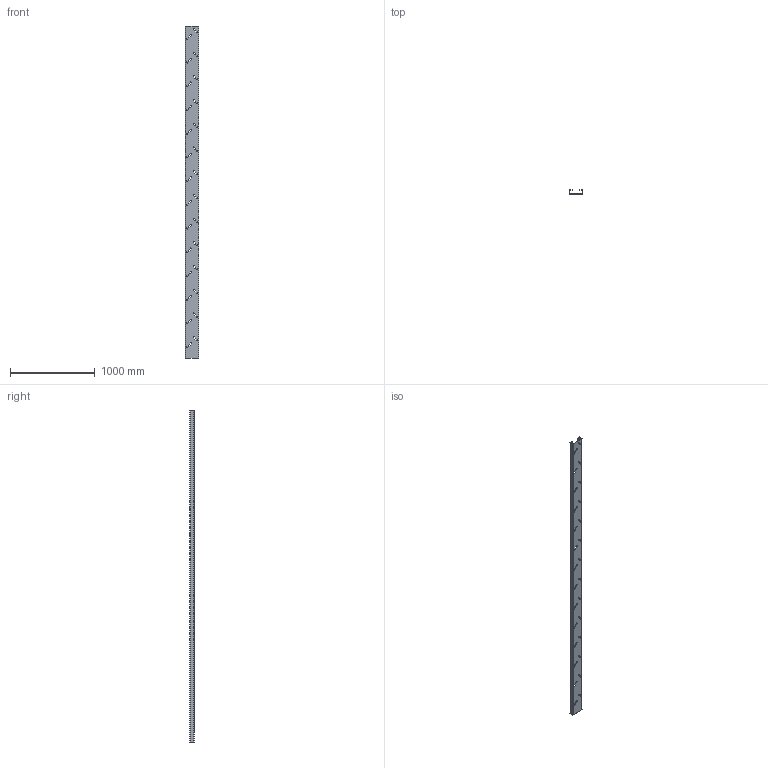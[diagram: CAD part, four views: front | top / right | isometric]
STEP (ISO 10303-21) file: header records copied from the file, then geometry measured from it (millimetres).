
FILE_DESCRIPTION (( 'STEP AP203' ), '1' );
FILE_NAME ('30022_PcP_Trappevange_V_50x160x3920mm.STEP', '2014-11-12T07:49:54', ( '' ), ( '' ), 'SwSTEP 2.0', 'SolidWorks 2013', '' );
FILE_SCHEMA (( 'CONFIG_CONTROL_DESIGN' ));
Length unit declared in the file: millimetre
Products named in the file (1): 30022_PcP_Trappevange_V_50x160x3920mm
Bounding box: 160 x 50 x 3920 mm (x, y, z)
Volume: 3590031.4 mm3; surface area: 2431680 mm2
Topology: 1 solids, 1 shells, 178 faces, 496 edges, 320 vertices
Faces by surface type: cylinder 92, plane 86
Entity records: 5917 total; most frequent: DIRECTION 1038, CARTESIAN_POINT 995, ORIENTED_EDGE 992, EDGE_CURVE 496, AXIS2_PLACEMENT_3D 363, VERTEX_POINT 320, VECTOR 312, LINE 312
